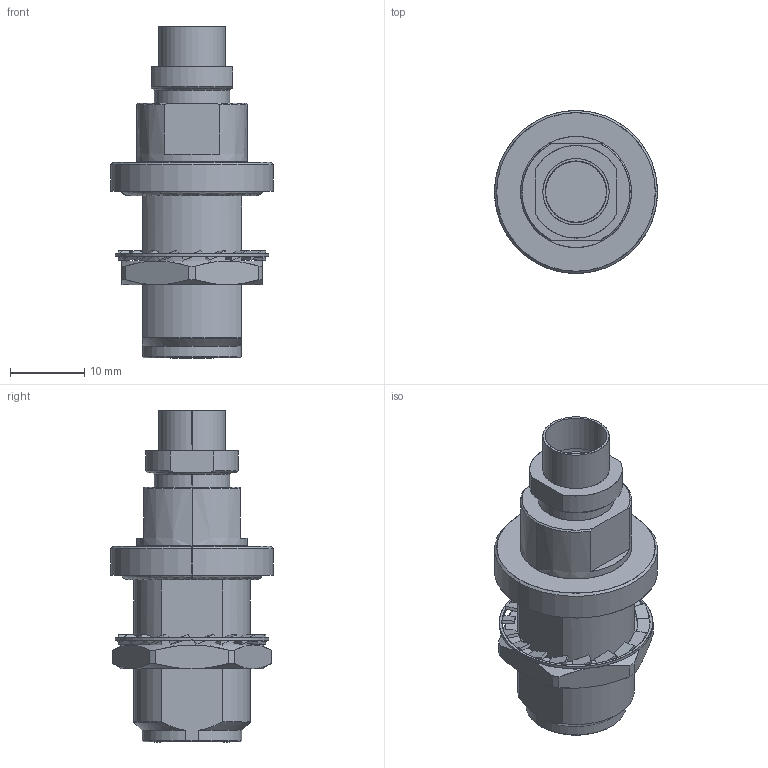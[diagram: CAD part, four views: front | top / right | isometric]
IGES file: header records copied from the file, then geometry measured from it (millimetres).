
Start section: SolidWorks IGES file using analytic representation for surfaces
Global section: file name: R163.328.L00A.IGS; native system: SolidWorks 2014; preprocessor: SolidWorks 2014; author: raymond_g; date: 150304.155134; units: millimetre
Bounding box: 22 x 22 x 44.82 mm (x, y, z)
Surface area: 4156.3 mm2 (no closed solid volume)
Topology: 0 solids, 0 shells, 247 faces, 2419 edges, 2419 vertices
Faces by surface type: bspline 125, revolution 122
